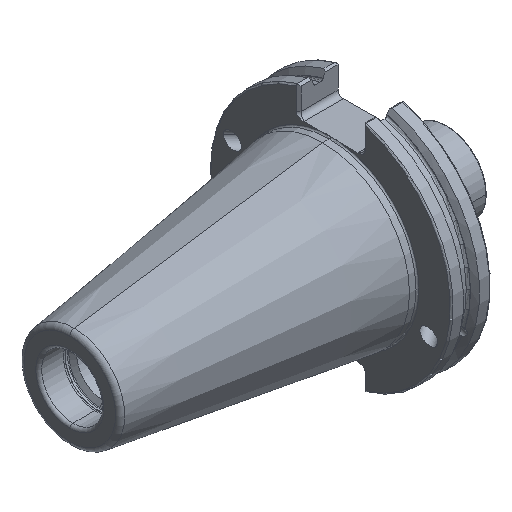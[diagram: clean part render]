
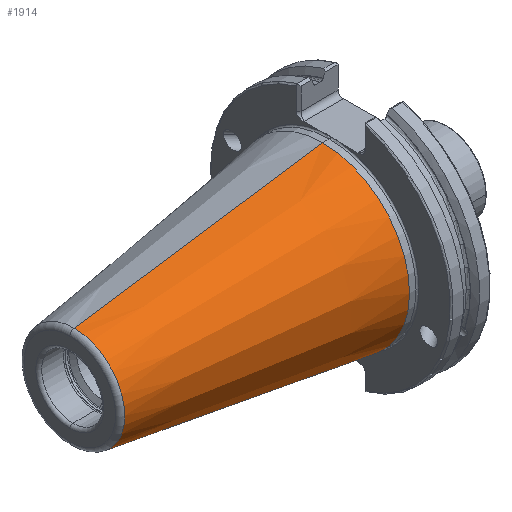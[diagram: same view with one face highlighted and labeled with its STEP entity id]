
A CAD part, isometric view. The second image highlights one B-rep face of the part: STEP entity #1914.
In plain terms, the highlighted conical face has half-angle 8.297 degrees and reference radius 34.925 mm.
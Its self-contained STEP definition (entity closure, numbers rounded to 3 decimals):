
#220 = VERTEX_POINT ( 'NONE', #6349 ) ;
#273 = CARTESIAN_POINT ( 'NONE',  ( 0., 0., 0. ) ) ;
#383 = AXIS2_PLACEMENT_3D ( 'NONE', #849, #5452, #5214 ) ;
#791 = DIRECTION ( 'NONE',  ( 0., 0., 1. ) ) ;
#849 = CARTESIAN_POINT ( 'NONE',  ( 0., 0., 0. ) ) ;
#857 = VERTEX_POINT ( 'NONE', #3920 ) ;
#1158 = DIRECTION ( 'NONE',  ( -1., 0., 0. ) ) ;
#1201 = CARTESIAN_POINT ( 'NONE',  ( -99.889, 0., 0. ) ) ;
#1390 = ORIENTED_EDGE ( 'NONE', *, *, #3417, .T. ) ;
#1395 = CARTESIAN_POINT ( 'NONE',  ( 0., 0., 34.925 ) ) ;
#1435 = EDGE_CURVE ( 'NONE', #857, #2627, #5415, .T. ) ;
#1520 = DIRECTION ( 'NONE',  ( 0., 0., 1. ) ) ;
#1868 = VECTOR ( 'NONE', #4461, 1000. ) ;
#1914 = ADVANCED_FACE ( 'NONE', ( #6022 ), #5723, .T. ) ;
#2258 = AXIS2_PLACEMENT_3D ( 'NONE', #273, #3924, #791 ) ;
#2627 = VERTEX_POINT ( 'NONE', #2922 ) ;
#2730 = ORIENTED_EDGE ( 'NONE', *, *, #5911, .F. ) ;
#2922 = CARTESIAN_POINT ( 'NONE',  ( -99.889, 0., 20.358 ) ) ;
#3132 = ORIENTED_EDGE ( 'NONE', *, *, #3467, .T. ) ;
#3417 = EDGE_CURVE ( 'NONE', #4968, #220, #3571, .T. ) ;
#3467 = EDGE_CURVE ( 'NONE', #857, #4968, #4738, .T. ) ;
#3571 = CIRCLE ( 'NONE', #2258, 34.925 ) ;
#3920 = CARTESIAN_POINT ( 'NONE',  ( -99.889, 0., -20.358 ) ) ;
#3924 = DIRECTION ( 'NONE',  ( -1., 0., 0. ) ) ;
#3962 = CARTESIAN_POINT ( 'NONE',  ( 0., 0., -34.925 ) ) ;
#4461 = DIRECTION ( 'NONE',  ( 0.99, 0., -0.144 ) ) ;
#4551 = VECTOR ( 'NONE', #5445, 1000. ) ;
#4718 = LINE ( 'NONE', #1395, #4551 ) ;
#4738 = LINE ( 'NONE', #3962, #1868 ) ;
#4968 = VERTEX_POINT ( 'NONE', #6144 ) ;
#5079 = EDGE_LOOP ( 'NONE', ( #2730, #5376, #3132, #1390 ) ) ;
#5214 = DIRECTION ( 'NONE',  ( 0., 0., -1. ) ) ;
#5376 = ORIENTED_EDGE ( 'NONE', *, *, #1435, .F. ) ;
#5415 = CIRCLE ( 'NONE', #6500, 20.358 ) ;
#5445 = DIRECTION ( 'NONE',  ( 0.99, 0., 0.144 ) ) ;
#5452 = DIRECTION ( 'NONE',  ( 1., 0., 0. ) ) ;
#5723 = CONICAL_SURFACE ( 'NONE', #383, 34.925, 0.145 ) ;
#5911 = EDGE_CURVE ( 'NONE', #2627, #220, #4718, .T. ) ;
#6022 = FACE_OUTER_BOUND ( 'NONE', #5079, .T. ) ;
#6144 = CARTESIAN_POINT ( 'NONE',  ( 0., 0., -34.925 ) ) ;
#6349 = CARTESIAN_POINT ( 'NONE',  ( 0., 0., 34.925 ) ) ;
#6500 = AXIS2_PLACEMENT_3D ( 'NONE', #1201, #1158, #1520 ) ;
